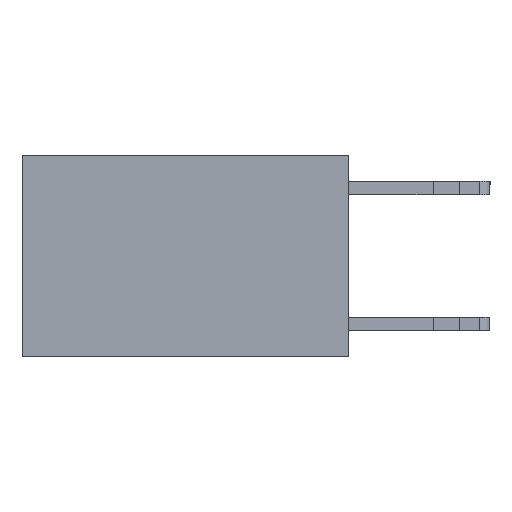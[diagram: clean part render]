
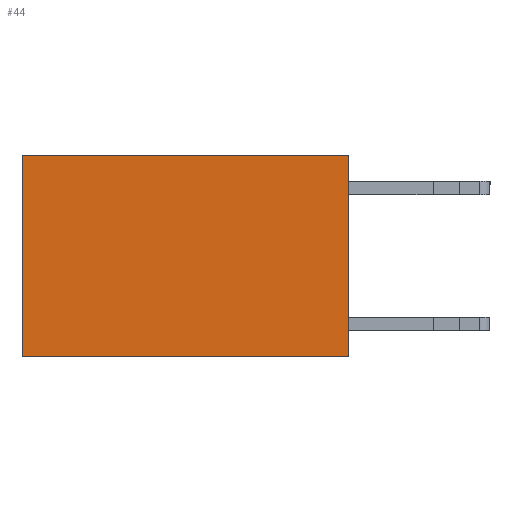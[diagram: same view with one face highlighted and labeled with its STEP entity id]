
A CAD part, left-side view. The second image highlights one B-rep face of the part: STEP entity #44.
In plain terms, the highlighted planar face has unit normal (-1, 0, 0).
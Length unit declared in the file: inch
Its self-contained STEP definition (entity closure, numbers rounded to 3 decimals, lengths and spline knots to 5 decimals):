
#44 = ADVANCED_FACE ( 'NONE', ( #6277 ), #9542, .F. ) ;
#1300 = EDGE_CURVE ( 'NONE', #18579, #12700, #7630, .T. ) ;
#1706 = DIRECTION ( 'NONE',  ( 1., 0., 0. ) ) ;
#1977 = VERTEX_POINT ( 'NONE', #6973 ) ;
#2679 = CARTESIAN_POINT ( 'NONE',  ( 0.2625, 0., 0. ) ) ;
#2875 = VECTOR ( 'NONE', #14016, 39.37008 ) ;
#2929 = DIRECTION ( 'NONE',  ( 0., 1., 0. ) ) ;
#3086 = DIRECTION ( 'NONE',  ( 0., 1., 0. ) ) ;
#3347 = CARTESIAN_POINT ( 'NONE',  ( 0.2625, 0., 0. ) ) ;
#3691 = VERTEX_POINT ( 'NONE', #16826 ) ;
#3712 = ORIENTED_EDGE ( 'NONE', *, *, #4785, .T. ) ;
#4170 = EDGE_CURVE ( 'NONE', #1977, #3691, #9111, .T. ) ;
#4785 = EDGE_CURVE ( 'NONE', #12700, #3691, #5089, .T. ) ;
#5089 = LINE ( 'NONE', #7845, #2875 ) ;
#5682 = EDGE_CURVE ( 'NONE', #18579, #1977, #8292, .T. ) ;
#6138 = VECTOR ( 'NONE', #2929, 39.37008 ) ;
#6277 = FACE_OUTER_BOUND ( 'NONE', #14161, .T. ) ;
#6973 = CARTESIAN_POINT ( 'NONE',  ( 0.2625, 0., -0.37 ) ) ;
#7630 = LINE ( 'NONE', #2679, #19661 ) ;
#7845 = CARTESIAN_POINT ( 'NONE',  ( 0.2625, 0.6, 0. ) ) ;
#8292 = LINE ( 'NONE', #3347, #10253 ) ;
#8885 = CARTESIAN_POINT ( 'NONE',  ( 0.2625, 0., 0. ) ) ;
#9111 = LINE ( 'NONE', #12082, #6138 ) ;
#9337 = CARTESIAN_POINT ( 'NONE',  ( 0.2625, 0., 0. ) ) ;
#9542 = PLANE ( 'NONE',  #14283 ) ;
#9620 = DIRECTION ( 'NONE',  ( 0., 0., -1. ) ) ;
#10253 = VECTOR ( 'NONE', #9620, 39.37008 ) ;
#10396 = CARTESIAN_POINT ( 'NONE',  ( 0.2625, 0.6, 0. ) ) ;
#11900 = ORIENTED_EDGE ( 'NONE', *, *, #5682, .F. ) ;
#12082 = CARTESIAN_POINT ( 'NONE',  ( 0.2625, 0., -0.37 ) ) ;
#12700 = VERTEX_POINT ( 'NONE', #10396 ) ;
#14016 = DIRECTION ( 'NONE',  ( 0., 0., -1. ) ) ;
#14161 = EDGE_LOOP ( 'NONE', ( #3712, #20073, #11900, #19583 ) ) ;
#14283 = AXIS2_PLACEMENT_3D ( 'NONE', #9337, #1706, #17232 ) ;
#16826 = CARTESIAN_POINT ( 'NONE',  ( 0.2625, 0.6, -0.37 ) ) ;
#17232 = DIRECTION ( 'NONE',  ( 0., 0., -1. ) ) ;
#18579 = VERTEX_POINT ( 'NONE', #8885 ) ;
#19583 = ORIENTED_EDGE ( 'NONE', *, *, #1300, .T. ) ;
#19661 = VECTOR ( 'NONE', #3086, 39.37008 ) ;
#20073 = ORIENTED_EDGE ( 'NONE', *, *, #4170, .F. ) ;
